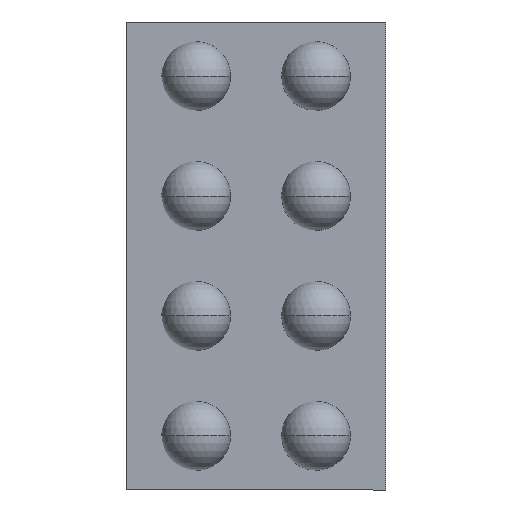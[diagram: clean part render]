
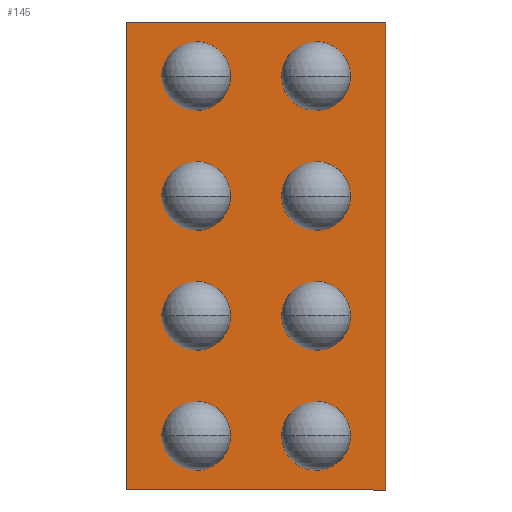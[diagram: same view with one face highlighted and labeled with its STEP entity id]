
A CAD part, front view. The second image highlights one B-rep face of the part: STEP entity #145.
In plain terms, the highlighted planar face has unit normal (0, -1, 0).
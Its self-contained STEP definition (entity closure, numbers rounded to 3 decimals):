
#3 = ORIENTED_EDGE ( 'NONE', *, *, #38, .T. ) ;
#25 = LINE ( 'NONE', #474, #100 ) ;
#31 = ORIENTED_EDGE ( 'NONE', *, *, #803, .T. ) ;
#38 = EDGE_CURVE ( 'NONE', #156, #764, #143, .T. ) ;
#86 = AXIS2_PLACEMENT_3D ( 'NONE', #621, #163, #239 ) ;
#100 = VECTOR ( 'NONE', #793, 1000. ) ;
#127 = ORIENTED_EDGE ( 'NONE', *, *, #528, .T. ) ;
#137 = ORIENTED_EDGE ( 'NONE', *, *, #297, .T. ) ;
#143 = LINE ( 'NONE', #291, #617 ) ;
#145 = ADVANCED_FACE ( 'NONE', ( #364 ), #750, .F. ) ;
#156 = VERTEX_POINT ( 'NONE', #294 ) ;
#163 = DIRECTION ( 'NONE',  ( 0., 1., 0. ) ) ;
#181 = DIRECTION ( 'NONE',  ( 0., 0., 1. ) ) ;
#196 = DIRECTION ( 'NONE',  ( 0., 0., -1. ) ) ;
#239 = DIRECTION ( 'NONE',  ( 0., 0., 1. ) ) ;
#259 = VECTOR ( 'NONE', #181, 1000. ) ;
#285 = CARTESIAN_POINT ( 'NONE',  ( -0.433, 0.16, -0.781 ) ) ;
#291 = CARTESIAN_POINT ( 'NONE',  ( 0.433, 0.16, 0.781 ) ) ;
#294 = CARTESIAN_POINT ( 'NONE',  ( 0.433, 0.16, 0.781 ) ) ;
#297 = EDGE_CURVE ( 'NONE', #764, #493, #591, .T. ) ;
#308 = CARTESIAN_POINT ( 'NONE',  ( -0.433, 0.16, 0.781 ) ) ;
#364 = FACE_OUTER_BOUND ( 'NONE', #763, .T. ) ;
#443 = CARTESIAN_POINT ( 'NONE',  ( -0.433, 0.16, 0.781 ) ) ;
#461 = VECTOR ( 'NONE', #196, 1000. ) ;
#474 = CARTESIAN_POINT ( 'NONE',  ( 0.433, 0.16, -0.781 ) ) ;
#493 = VERTEX_POINT ( 'NONE', #285 ) ;
#528 = EDGE_CURVE ( 'NONE', #493, #623, #25, .T. ) ;
#591 = LINE ( 'NONE', #443, #461 ) ;
#617 = VECTOR ( 'NONE', #747, 1000. ) ;
#621 = CARTESIAN_POINT ( 'NONE',  ( 0., 0.16, 0. ) ) ;
#623 = VERTEX_POINT ( 'NONE', #676 ) ;
#676 = CARTESIAN_POINT ( 'NONE',  ( 0.433, 0.16, -0.781 ) ) ;
#705 = LINE ( 'NONE', #825, #259 ) ;
#747 = DIRECTION ( 'NONE',  ( -1., 0., 0. ) ) ;
#750 = PLANE ( 'NONE',  #86 ) ;
#763 = EDGE_LOOP ( 'NONE', ( #137, #127, #31, #3 ) ) ;
#764 = VERTEX_POINT ( 'NONE', #308 ) ;
#793 = DIRECTION ( 'NONE',  ( 1., 0., 0. ) ) ;
#803 = EDGE_CURVE ( 'NONE', #623, #156, #705, .T. ) ;
#825 = CARTESIAN_POINT ( 'NONE',  ( 0.433, 0.16, 0.781 ) ) ;
